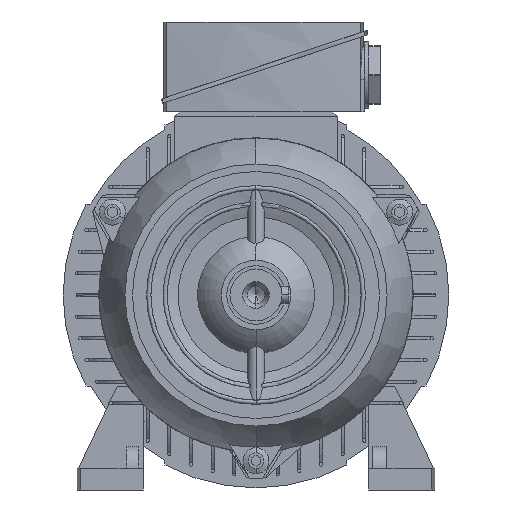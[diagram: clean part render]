
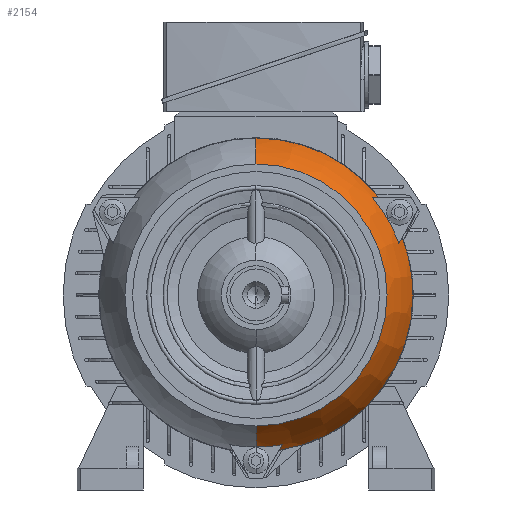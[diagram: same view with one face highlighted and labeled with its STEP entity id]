
A CAD part, left-side view. The second image highlights one B-rep face of the part: STEP entity #2154.
In plain terms, the highlighted toroidal (fillet/blend) face has major radius 18.86 mm and minor radius 95 mm.
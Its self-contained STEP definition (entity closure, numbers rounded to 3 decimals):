
#2154=ADVANCED_FACE('',(#4366),#4367,.T.);
#4366=FACE_OUTER_BOUND('',#6604,.T.);
#4367=TOROIDAL_SURFACE('',#6605,-18.86,95.);
#6604=EDGE_LOOP('',(#13460,#13461,#13462,#13463,#13464,#13465,#13466,#13467,#13468,#13469,#13470));
#6605=AXIS2_PLACEMENT_3D('',#13471,#13472,#13473);
#13460=ORIENTED_EDGE('',*,*,#13752,.T.);
#13461=ORIENTED_EDGE('',*,*,#16420,.T.);
#13462=ORIENTED_EDGE('',*,*,#16407,.T.);
#13463=ORIENTED_EDGE('',*,*,#16422,.F.);
#13464=ORIENTED_EDGE('',*,*,#13750,.F.);
#13465=ORIENTED_EDGE('',*,*,#16423,.T.);
#13466=ORIENTED_EDGE('',*,*,#16424,.T.);
#13467=ORIENTED_EDGE('',*,*,#16425,.T.);
#13468=ORIENTED_EDGE('',*,*,#16426,.F.);
#13469=ORIENTED_EDGE('',*,*,#13755,.T.);
#13470=ORIENTED_EDGE('',*,*,#16427,.T.);
#13471=CARTESIAN_POINT('',(23.221,0.0,0.0));
#13472=DIRECTION('',(1.0,0.0,0.0));
#13473=DIRECTION('',(0.0,0.0,-1.0));
#13750=EDGE_CURVE('',#16556,#16552,#16558,.T.);
#13752=EDGE_CURVE('',#16560,#16561,#16562,.T.);
#13755=EDGE_CURVE('',#16567,#16565,#16568,.T.);
#16407=EDGE_CURVE('',#20516,#20514,#20517,.T.);
#16420=EDGE_CURVE('',#16561,#20516,#20534,.T.);
#16422=EDGE_CURVE('',#16552,#20514,#20536,.T.);
#16423=EDGE_CURVE('',#16556,#20537,#20538,.T.);
#16424=EDGE_CURVE('',#20537,#20539,#20540,.T.);
#16425=EDGE_CURVE('',#20539,#20541,#20542,.T.);
#16426=EDGE_CURVE('',#16567,#20541,#20543,.T.);
#16427=EDGE_CURVE('',#16565,#16560,#20544,.T.);
#16552=VERTEX_POINT('',#20812);
#16556=VERTEX_POINT('',#20817);
#16558=CIRCLE('',#20820,72.45);
#16560=VERTEX_POINT('',#20822);
#16561=VERTEX_POINT('',#20823);
#16562=CIRCLE('',#20824,95.);
#16565=VERTEX_POINT('',#20827);
#16567=VERTEX_POINT('',#20829);
#16568=CIRCLE('',#20830,95.);
#20514=VERTEX_POINT('',#28138);
#20516=VERTEX_POINT('',#28141);
#20517=B_SPLINE_CURVE_WITH_KNOTS('',3,(#28142,#28143,#28144,#28145,#28146,#28147),.UNSPECIFIED.,.F.,.F.,(4,2,4),(62.192,67.067,71.941),.UNSPECIFIED.);
#20534=CIRCLE('',#28173,70.142);
#20536=CIRCLE('',#28175,72.45);
#20537=VERTEX_POINT('',#28176);
#20538=B_SPLINE_CURVE_WITH_KNOTS('',3,(#28177,#28178,#28179,#28180,#28181,#28182),.UNSPECIFIED.,.F.,.F.,(4,2,4),(311.449,316.323,321.198),.UNSPECIFIED.);
#20539=VERTEX_POINT('',#28183);
#20540=CIRCLE('',#28184,70.142);
#20541=VERTEX_POINT('',#28185);
#20542=B_SPLINE_CURVE_WITH_KNOTS('',3,(#28186,#28187,#28188,#28189,#28190,#28191),.UNSPECIFIED.,.F.,.F.,(4,2,4),(62.192,67.067,71.941),.UNSPECIFIED.);
#20543=CIRCLE('',#28192,72.45);
#20544=CIRCLE('',#28193,60.5);
#20812=CARTESIAN_POINT('',(-3.0,-72.45,0.));
#20817=CARTESIAN_POINT('',(-3.0,-67.413,26.543));
#20820=AXIS2_PLACEMENT_3D('',#28348,#28349,#28350);
#20822=CARTESIAN_POINT('',(-29.,0.,-60.5));
#20823=CARTESIAN_POINT('',(-10.0,0.,-70.142));
#20824=AXIS2_PLACEMENT_3D('',#28351,#28352,#28353);
#20827=CARTESIAN_POINT('',(-29.,0.,60.5));
#20829=CARTESIAN_POINT('',(-3.0,0.,72.45));
#20830=AXIS2_PLACEMENT_3D('',#28360,#28361,#28362);
#28138=CARTESIAN_POINT('',(-3.0,-10.719,-71.653));
#28141=CARTESIAN_POINT('',(-10.0,-12.278,-69.059));
#28142=CARTESIAN_POINT('',(-11.342,-12.629,-68.475));
#28143=CARTESIAN_POINT('',(-9.798,-12.214,-69.165));
#28144=CARTESIAN_POINT('',(-8.191,-11.82,-69.821));
#28145=CARTESIAN_POINT('',(-4.925,-11.092,-71.032));
#28146=CARTESIAN_POINT('',(-3.266,-10.759,-71.586));
#28147=CARTESIAN_POINT('',(-1.622,-10.463,-72.079));
#28173=AXIS2_PLACEMENT_3D('',#31264,#31265,#31266);
#28175=AXIS2_PLACEMENT_3D('',#31267,#31268,#31269);
#28176=CARTESIAN_POINT('',(-10.0,-65.946,23.897));
#28177=CARTESIAN_POINT('',(-1.622,-67.654,26.978));
#28178=CARTESIAN_POINT('',(-3.266,-67.375,26.475));
#28179=CARTESIAN_POINT('',(-4.925,-67.062,25.91));
#28180=CARTESIAN_POINT('',(-8.191,-66.377,24.674));
#28181=CARTESIAN_POINT('',(-9.798,-66.006,24.004));
#28182=CARTESIAN_POINT('',(-11.342,-65.615,23.301));
#28183=CARTESIAN_POINT('',(-10.0,-53.668,45.162));
#28184=AXIS2_PLACEMENT_3D('',#31270,#31271,#31272);
#28185=CARTESIAN_POINT('',(-3.0,-56.693,45.11));
#28186=CARTESIAN_POINT('',(-11.342,-52.987,45.174));
#28187=CARTESIAN_POINT('',(-9.798,-53.791,45.16));
#28188=CARTESIAN_POINT('',(-8.191,-54.557,45.147));
#28189=CARTESIAN_POINT('',(-4.925,-55.969,45.122));
#28190=CARTESIAN_POINT('',(-3.266,-56.616,45.111));
#28191=CARTESIAN_POINT('',(-1.622,-57.191,45.101));
#28192=AXIS2_PLACEMENT_3D('',#31273,#31274,#31275);
#28193=AXIS2_PLACEMENT_3D('',#31276,#31277,#31278);
#28348=CARTESIAN_POINT('',(-3.0,0.0,0.0));
#28349=DIRECTION('',(1.0,0.0,0.0));
#28350=DIRECTION('',(0.0,1.0,0.0));
#28351=CARTESIAN_POINT('',(23.221,0.,18.86));
#28352=DIRECTION('',(0.0,-1.0,0.));
#28353=DIRECTION('',(0.0,0.,-1.0));
#28360=CARTESIAN_POINT('',(23.221,0.,-18.86));
#28361=DIRECTION('',(0.0,-1.0,0.));
#28362=DIRECTION('',(0.0,0.,1.0));
#31264=CARTESIAN_POINT('',(-10.0,0.0,0.0));
#31265=DIRECTION('',(-1.0,0.0,0.0));
#31266=DIRECTION('',(0.0,-0.0,1.0));
#31267=CARTESIAN_POINT('',(-3.0,0.0,0.0));
#31268=DIRECTION('',(1.0,0.0,0.0));
#31269=DIRECTION('',(0.0,1.0,0.0));
#31270=CARTESIAN_POINT('',(-10.0,0.0,0.0));
#31271=DIRECTION('',(-1.0,-0.0,0.0));
#31272=DIRECTION('',(0.0,0.0,1.0));
#31273=CARTESIAN_POINT('',(-3.0,0.0,0.0));
#31274=DIRECTION('',(1.0,0.0,0.0));
#31275=DIRECTION('',(0.0,1.0,0.0));
#31276=CARTESIAN_POINT('',(-29.,0.0,0.0));
#31277=DIRECTION('',(1.0,0.0,0.0));
#31278=DIRECTION('',(0.0,1.0,0.0));
